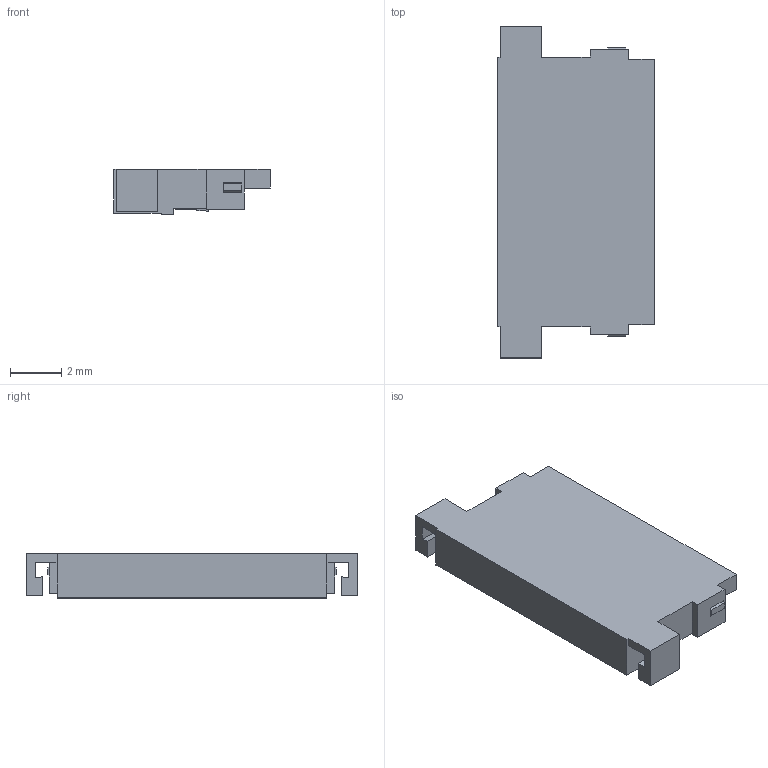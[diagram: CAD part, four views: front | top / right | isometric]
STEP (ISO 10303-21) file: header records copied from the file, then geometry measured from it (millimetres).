
FILE_DESCRIPTION(('CoCreate Modeling STEP Export'),'2;1');
FILE_NAME('DF65-6S-1.7C.stp','2014-10-10T 8:32:12',(''),(''),'CoCreate Modeling STEP processor for AP214 (Solid Model)','CoCreate Modeling 17.0 01-Apr-2010 (C) Parametric Technology GmbH','');
FILE_SCHEMA(('AUTOMOTIVE_DESIGN { 1 0 10303 214 1 1 1 1 }'));
Length unit declared in the file: millimetre
Products named in the file (1): DF65-6S-1.7C
Bounding box: 6.1 x 12.9 x 1.75 mm (x, y, z)
Volume: 96.3 mm3; surface area: 220 mm2
Topology: 1 solids, 1 shells, 136 faces, 396 edges, 264 vertices
Faces by surface type: plane 134, extrusion 2
Entity records: 4446 total; most frequent: CARTESIAN_POINT 841, ORIENTED_EDGE 792, DIRECTION 662, EDGE_CURVE 396, VECTOR 392, LINE 390, VERTEX_POINT 264, EDGE_LOOP 138
